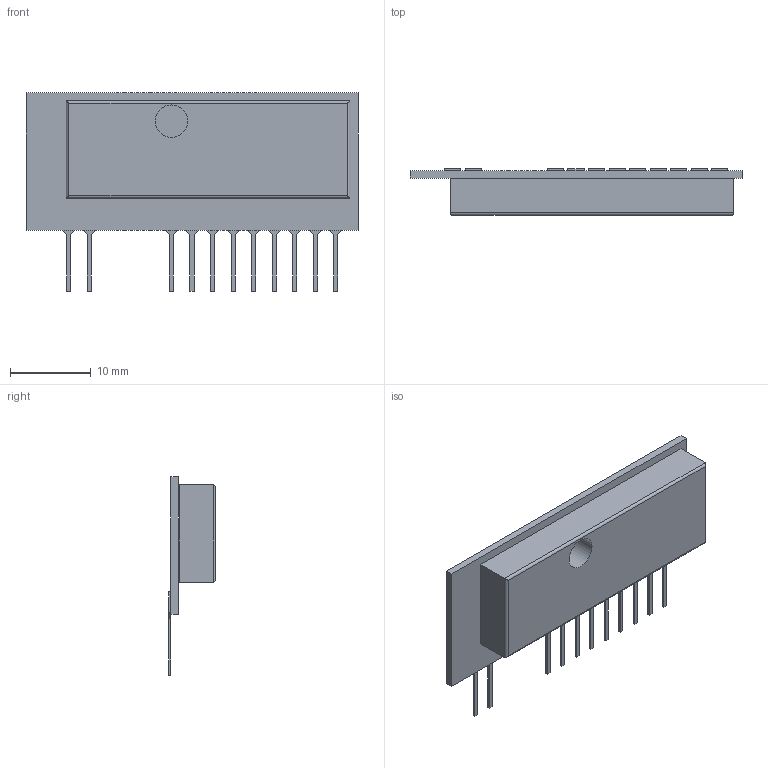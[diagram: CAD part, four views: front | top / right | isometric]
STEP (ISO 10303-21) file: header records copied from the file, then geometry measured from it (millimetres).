
FILE_DESCRIPTION(('FreeCAD Model'),'2;1');
FILE_NAME('Open CASCADE Shape Model','2024-07-03T18:52:00',(''),(''), 'Open CASCADE STEP processor 7.6','FreeCAD','Unknown');
FILE_SCHEMA(('AUTOMOTIVE_DESIGN { 1 0 10303 214 1 1 1 1 }'));
Length unit declared in the file: millimetre
Products named in the file (14): Unnamed; Pcb; Pin2; Pin3; Pin7; Pin8; Pin9; Pin10; Pin11; Pin12; Pin13; Pin14; Pin15; Shield
Assembly tree (13 placements, depth 2):
  Unnamed
    Pcb
    Pin2
    Pin3
    Pin7
    Pin8
    Pin9
    Pin10
    Pin11
    Pin12
    Pin13
    Pin14
    Pin15
    Shield
Bounding box: 41 x 5.8 x 24.5 mm (x, y, z)
Volume: 2485.1 mm3; surface area: 3055.2 mm2
Topology: 13 solids, 13 shells, 127 faces, 299 edges, 198 vertices
Faces by surface type: plane 122, cylinder 5
Full cylindrical faces by diameter (mm): 4 x1
Entity records: 3925 total; most frequent: CARTESIAN_POINT 638, ORIENTED_EDGE 598, DIRECTION 587, EDGE_CURVE 299, LINE 293, VECTOR 293, VERTEX_POINT 198, AXIS2_PLACEMENT_3D 147
